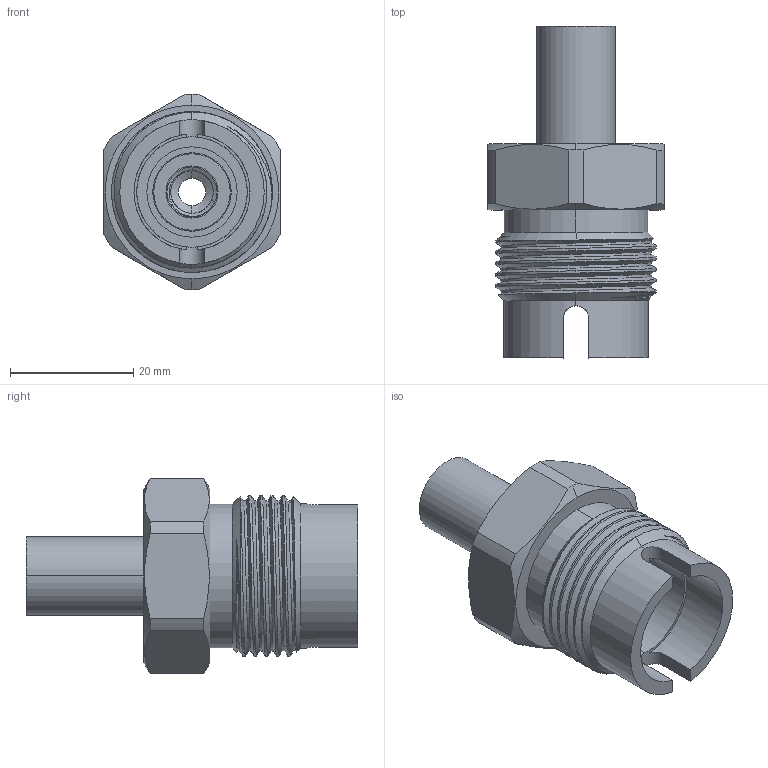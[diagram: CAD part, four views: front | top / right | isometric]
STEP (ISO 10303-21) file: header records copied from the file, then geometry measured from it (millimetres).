
FILE_DESCRIPTION (( 'STEP AP203' ), '1' );
FILE_NAME ('AD-640MSS-8TS-R.STEP', '2025-08-06T19:09:31', ( '' ), ( '' ), 'SwSTEP 2.0', 'SolidWorks 2018', '' );
FILE_SCHEMA (( 'CONFIG_CONTROL_DESIGN' ));
Length unit declared in the file: inch
Products named in the file (1): AD-640MSS-8TS-R
Bounding box: 28.57 x 53.85 x 31.75 mm (x, y, z)
Volume: 15177.9 mm3; surface area: 7135.2 mm2
Topology: 1 solids, 1 shells, 182 faces, 572 edges, 408 vertices
Faces by surface type: plane 67, bspline 49, cylinder 48, cone 14, torus 4
Entity records: 31655 total; most frequent: CARTESIAN_POINT 27015, ORIENTED_EDGE 1144, DIRECTION 654, EDGE_CURVE 572, VERTEX_POINT 408, B_SPLINE_CURVE_WITH_KNOTS 263, LINE 232, VECTOR 232
